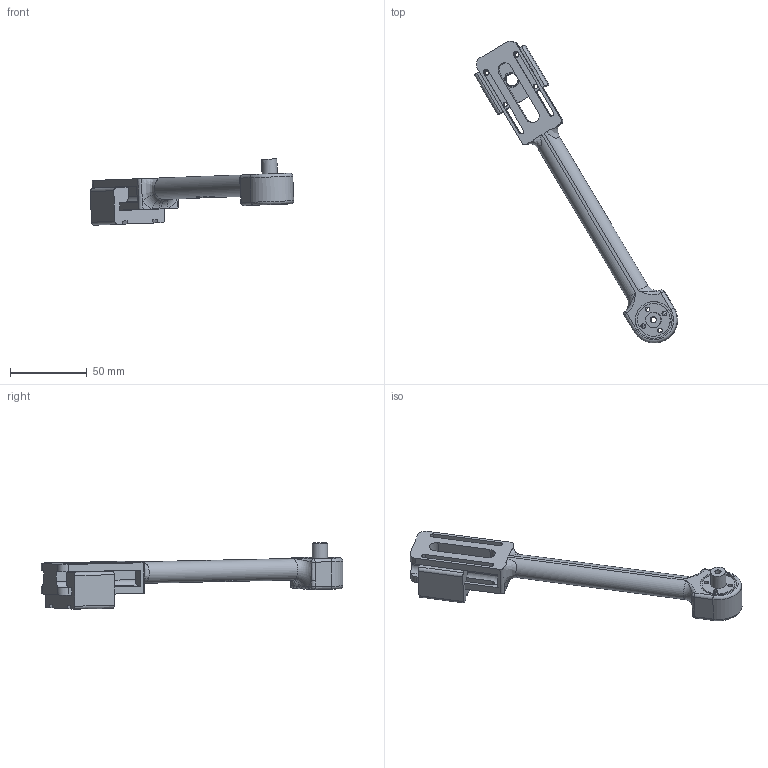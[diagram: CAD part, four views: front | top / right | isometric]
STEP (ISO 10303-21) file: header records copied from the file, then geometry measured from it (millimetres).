
FILE_DESCRIPTION(/* description */ (''),/* implementation_level */ '2;1');
FILE_NAME(/* name */ 'sim_LINK1_ipt_649e3c37.STEP',/* time_stamp */ '2022-11-17T02:13:45-05:00',/* author */ ('zulet'),/* organization */ (''),/* preprocessor_version */ 'ST-DEVELOPER v18.1',/* originating_system */ 'Autodesk Inventor 2021',/* authorisation */ '');
FILE_SCHEMA (('AUTOMOTIVE_DESIGN { 1 0 10303 214 3 1 1 }'));
Length unit declared in the file: inch
Products named in the file (1): sim_LINK1
Bounding box: 132.76 x 196.96 x 43.29 mm (x, y, z)
Volume: 72051.4 mm3; surface area: 34477.2 mm2
Topology: 5 solids, 5 shells, 362 faces, 1115 edges, 744 vertices
Faces by surface type: plane 162, cylinder 94, bspline 48, torus 42, sphere 16
Full cylindrical faces by diameter (mm): 3 x16, 4 x2, 8 x2, 9 x1, 10 x2, 12.48 x4, 17.52 x4, 21.4 x1, 22 x2, 22.5 x1, 24 x1
Entity records: 15144 total; most frequent: CARTESIAN_POINT 4985, ORIENTED_EDGE 2178, DIRECTION 1818, EDGE_CURVE 1089, VERTEX_POINT 744, AXIS2_PLACEMENT_3D 648, LINE 522, VECTOR 522
